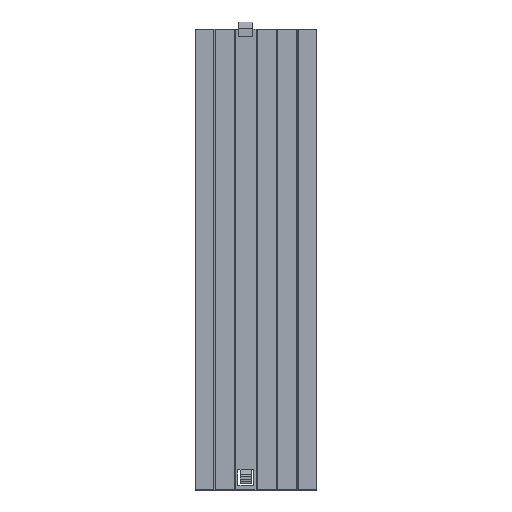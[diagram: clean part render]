
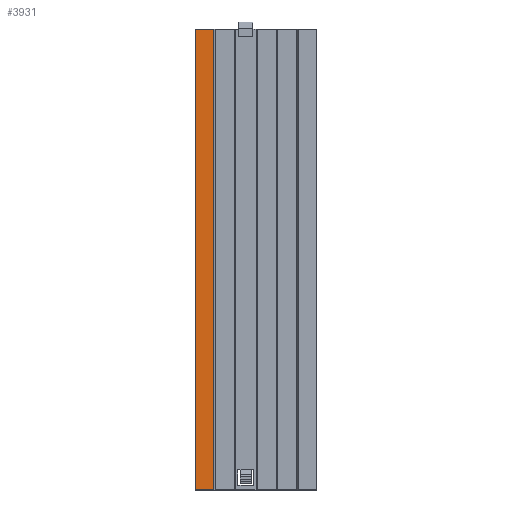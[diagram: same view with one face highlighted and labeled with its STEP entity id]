
A CAD part, top view. The second image highlights one B-rep face of the part: STEP entity #3931.
In plain terms, the highlighted planar face has unit normal (0, 0, 1).
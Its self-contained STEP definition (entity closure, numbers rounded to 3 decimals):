
#563=DIRECTION('',(1.,0.,0.));
#564=VECTOR('',#563,8.273);
#565=CARTESIAN_POINT('',(-26.85,-102.7,1.6));
#566=LINE('',#565,#564);
#773=DIRECTION('',(0.,-1.,0.));
#774=VECTOR('',#773,203.5);
#775=CARTESIAN_POINT('',(-18.577,100.8,1.6));
#776=LINE('',#775,#774);
#780=DIRECTION('',(0.,1.,0.));
#781=VECTOR('',#780,203.5);
#782=CARTESIAN_POINT('',(-26.85,-102.7,1.6));
#783=LINE('',#782,#781);
#787=DIRECTION('',(1.,0.,0.));
#788=VECTOR('',#787,8.273);
#789=CARTESIAN_POINT('',(-26.85,100.8,1.6));
#790=LINE('',#789,#788);
#3130=CARTESIAN_POINT('',(-26.85,-102.7,1.6));
#3131=VERTEX_POINT('',#3130);
#3132=CARTESIAN_POINT('',(-18.577,-102.7,1.6));
#3133=VERTEX_POINT('',#3132);
#3158=CARTESIAN_POINT('',(-26.85,100.8,1.6));
#3159=VERTEX_POINT('',#3158);
#3180=CARTESIAN_POINT('',(-18.577,100.8,1.6));
#3181=VERTEX_POINT('',#3180);
#3920=CARTESIAN_POINT('',(0.,0.,1.6));
#3921=DIRECTION('',(0.,0.,1.));
#3922=DIRECTION('',(1.,0.,0.));
#3923=AXIS2_PLACEMENT_3D('',#3920,#3921,#3922);
#3924=PLANE('',#3923);
#3925=ORIENTED_EDGE('',*,*,#3915,.T.);
#3926=ORIENTED_EDGE('',*,*,#3766,.F.);
#3927=ORIENTED_EDGE('',*,*,#3808,.T.);
#3928=ORIENTED_EDGE('',*,*,#3849,.T.);
#3929=EDGE_LOOP('',(#3925,#3926,#3927,#3928));
#3930=FACE_OUTER_BOUND('',#3929,.F.);
#3766=EDGE_CURVE('',#3131,#3133,#566,.T.);
#3808=EDGE_CURVE('',#3131,#3159,#783,.T.);
#3849=EDGE_CURVE('',#3159,#3181,#790,.T.);
#3915=EDGE_CURVE('',#3181,#3133,#776,.T.);
#3931=ADVANCED_FACE('',(#3930),#3924,.T.);
